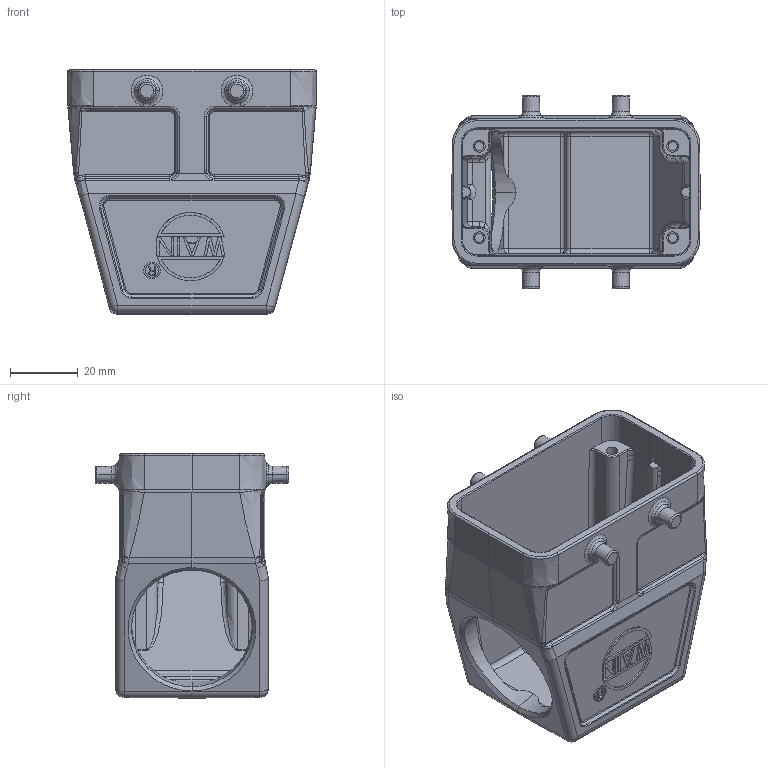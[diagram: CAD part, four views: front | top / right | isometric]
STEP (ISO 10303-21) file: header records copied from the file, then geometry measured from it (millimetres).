
FILE_DESCRIPTION((''),'2;1');
FILE_NAME('3D_1110105305011_H10B-SEH-4B-PG','2020-09-29T',('f.li'),(''),'PRO/ENGINEER BY PARAMETRIC TECHNOLOGY CORPORATION, 2012480','PRO/ENGINEER BY PARAMETRIC TECHNOLOGY CORPORATION, 2012480','');
FILE_SCHEMA(('CONFIG_CONTROL_DESIGN'));
Length unit declared in the file: millimetre
Products named in the file (1): 3D_1110105305011_H10B-SEH-4B-PG
Bounding box: 73.2 x 57 x 72 mm (x, y, z)
Volume: 58793.2 mm3; surface area: 31722.2 mm2
Topology: 1 solids, 1 shells, 705 faces, 1757 edges, 1079 vertices
Faces by surface type: plane 259, bspline 163, cylinder 146, torus 69, cone 46, sphere 14, extrusion 8
Entity records: 28125 total; most frequent: CARTESIAN_POINT 12559, ORIENTED_EDGE 3494, DIRECTION 2851, EDGE_CURVE 1747, VERTEX_POINT 1079, AXIS2_PLACEMENT_3D 1018, VECTOR 815, LINE 807
